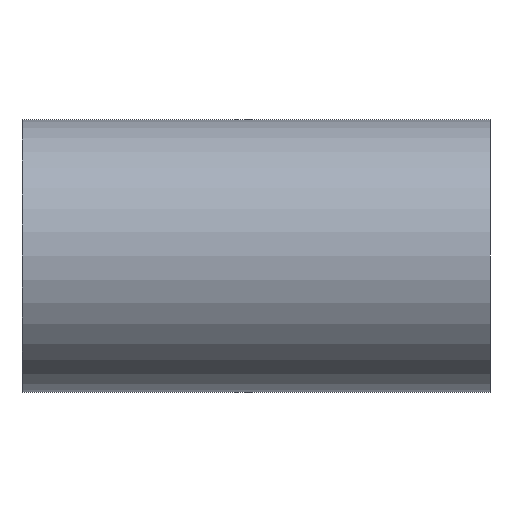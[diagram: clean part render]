
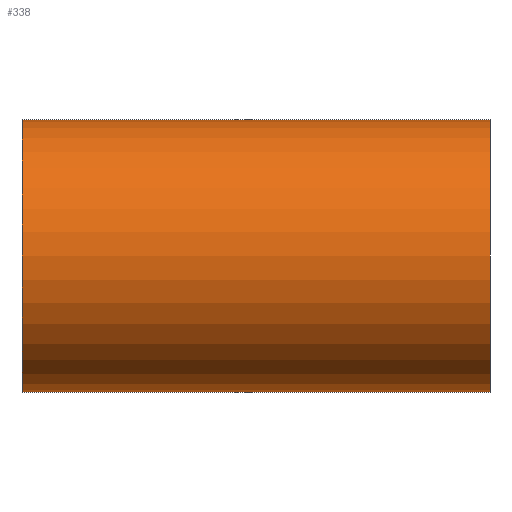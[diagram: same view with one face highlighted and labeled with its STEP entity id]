
A CAD part, left-side view. The second image highlights one B-rep face of the part: STEP entity #338.
In plain terms, the highlighted cylindrical face has radius 12.7 mm (diameter 25.4 mm), a partial arc.
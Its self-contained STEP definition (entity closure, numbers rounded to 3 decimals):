
#2 = VERTEX_POINT ( 'NONE', #556 ) ;
#3 = EDGE_CURVE ( 'NONE', #426, #2, #221, .T. ) ;
#27 = EDGE_LOOP ( 'NONE', ( #42, #133, #329, #610 ) ) ;
#42 = ORIENTED_EDGE ( 'NONE', *, *, #327, .F. ) ;
#46 = FACE_OUTER_BOUND ( 'NONE', #27, .T. ) ;
#49 = EDGE_CURVE ( 'NONE', #262, #2, #523, .T. ) ;
#54 = AXIS2_PLACEMENT_3D ( 'NONE', #119, #551, #413 ) ;
#84 = CARTESIAN_POINT ( 'NONE',  ( 0., 0., 0. ) ) ;
#113 = DIRECTION ( 'NONE',  ( 0., 1., 0. ) ) ;
#119 = CARTESIAN_POINT ( 'NONE',  ( 0., 161.376, 0. ) ) ;
#133 = ORIENTED_EDGE ( 'NONE', *, *, #141, .T. ) ;
#141 = EDGE_CURVE ( 'NONE', #495, #426, #512, .T. ) ;
#192 = CARTESIAN_POINT ( 'NONE',  ( 0., 43.6, -12.7 ) ) ;
#219 = CARTESIAN_POINT ( 'NONE',  ( 0., 0., -12.7 ) ) ;
#221 = LINE ( 'NONE', #608, #574 ) ;
#242 = DIRECTION ( 'NONE',  ( 0., 0., 1. ) ) ;
#262 = VERTEX_POINT ( 'NONE', #192 ) ;
#291 = CYLINDRICAL_SURFACE ( 'NONE', #54, 12.7 ) ;
#299 = AXIS2_PLACEMENT_3D ( 'NONE', #361, #113, #505 ) ;
#301 = VECTOR ( 'NONE', #534, 1000. ) ;
#327 = EDGE_CURVE ( 'NONE', #495, #262, #435, .T. ) ;
#329 = ORIENTED_EDGE ( 'NONE', *, *, #3, .T. ) ;
#338 = ADVANCED_FACE ( 'NONE', ( #46 ), #291, .T. ) ;
#361 = CARTESIAN_POINT ( 'NONE',  ( 0., 43.6, 0. ) ) ;
#371 = AXIS2_PLACEMENT_3D ( 'NONE', #84, #379, #242 ) ;
#379 = DIRECTION ( 'NONE',  ( 0., 1., 0. ) ) ;
#413 = DIRECTION ( 'NONE',  ( 0., 0., 1. ) ) ;
#421 = DIRECTION ( 'NONE',  ( 0., 1., 0. ) ) ;
#426 = VERTEX_POINT ( 'NONE', #510 ) ;
#435 = LINE ( 'NONE', #463, #301 ) ;
#463 = CARTESIAN_POINT ( 'NONE',  ( 0., 161.376, -12.7 ) ) ;
#495 = VERTEX_POINT ( 'NONE', #219 ) ;
#505 = DIRECTION ( 'NONE',  ( 0., 0., 1. ) ) ;
#510 = CARTESIAN_POINT ( 'NONE',  ( 0., 0., 12.7 ) ) ;
#512 = CIRCLE ( 'NONE', #371, 12.7 ) ;
#523 = CIRCLE ( 'NONE', #299, 12.7 ) ;
#534 = DIRECTION ( 'NONE',  ( 0., 1., 0. ) ) ;
#551 = DIRECTION ( 'NONE',  ( 0., 1., 0. ) ) ;
#556 = CARTESIAN_POINT ( 'NONE',  ( 0., 43.6, 12.7 ) ) ;
#574 = VECTOR ( 'NONE', #421, 1000. ) ;
#608 = CARTESIAN_POINT ( 'NONE',  ( 0., 161.376, 12.7 ) ) ;
#610 = ORIENTED_EDGE ( 'NONE', *, *, #49, .F. ) ;
